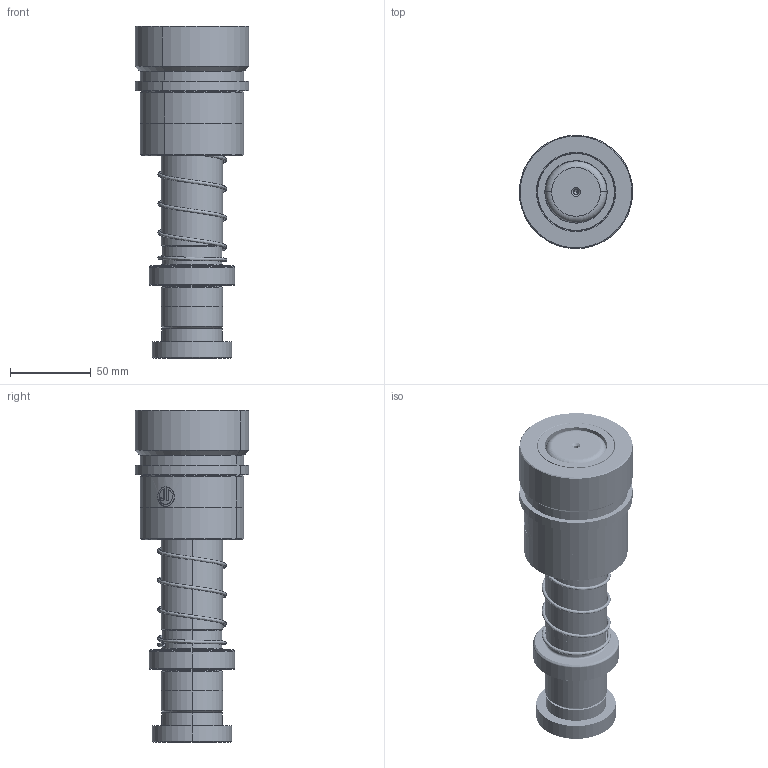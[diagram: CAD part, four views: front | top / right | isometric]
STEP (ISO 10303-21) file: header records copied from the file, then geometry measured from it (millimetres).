
FILE_DESCRIPTION (( 'STEP AP214' ), '1' );
FILE_NAME ('HTSH(HTJH)-D38-L160(BL-80).STEP', '2021-09-03T03:40:26', ( '' ), ( '' ), 'SwSTEP 2.0', 'SolidWorks 2016', '' );
FILE_SCHEMA (( 'AUTOMOTIVE_DESIGN' ));
Length unit declared in the file: millimetre
Products named in the file (253): BALL-D5; TRP-D38-L160; TRB38-40-40; BSH-47.5-38.5-75; BSH-D47.5-38.5-L75郪蚾; HWP-D42.5-d38.5-L80; HTSH(HTJH)-D38-L160(BL-80); DRP蹟簽D38
Assembly tree (247 placements, depth 3):
  BALL-D5
  BALL-D5
  BALL-D5
  BALL-D5
  BALL-D5
Bounding box: 69.97 x 69.97 x 205 mm (x, y, z)
Volume: 417890.8 mm3; surface area: 128992.1 mm2
Topology: 243 solids, 243 shells, 1086 faces, 4641 edges, 3082 vertices
Faces by surface type: sphere 952, cylinder 46, cone 34, plane 26, torus 14, bspline 14
Entity records: 51567 total; most frequent: CARTESIAN_POINT 31268, ORIENTED_EDGE 3552, DIRECTION 3066, EDGE_CURVE 1776, AXIS2_PLACEMENT_3D 1477, VERTEX_POINT 1166, EDGE_LOOP 1084, B_SPLINE_CURVE_WITH_KNOTS 1041
